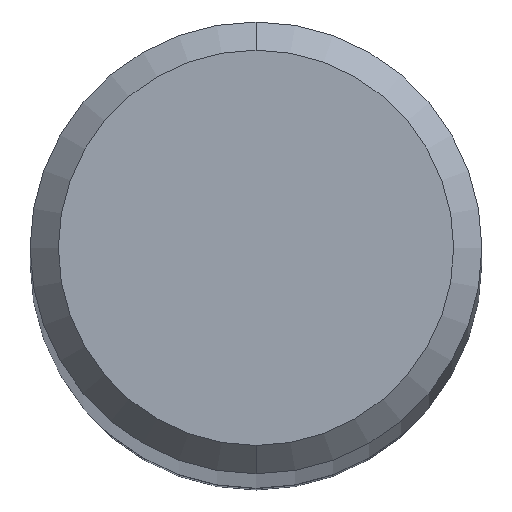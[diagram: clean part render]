
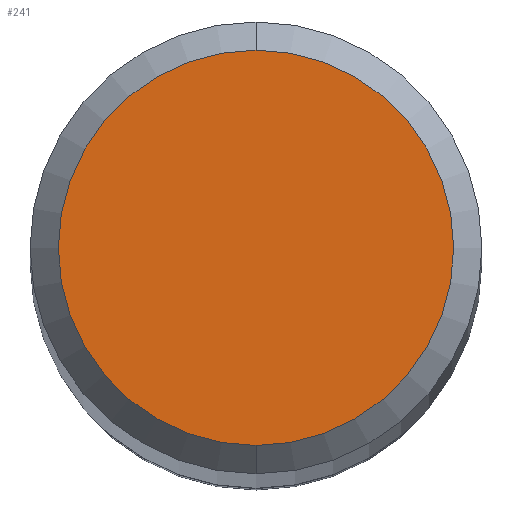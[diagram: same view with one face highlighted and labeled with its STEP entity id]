
A CAD part, top view. The second image highlights one B-rep face of the part: STEP entity #241.
In plain terms, the highlighted planar face has unit normal (0, 0, 1).
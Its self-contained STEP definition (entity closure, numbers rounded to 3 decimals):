
#241=ADVANCED_FACE('',(#484),#485,.T.);
#261=VERTEX_POINT('',#507);
#263=EDGE_CURVE('',#261,#315,#509,.T.);
#285=EDGE_CURVE('',#315,#261,#533,.T.);
#315=VERTEX_POINT('',#567);
#484=FACE_OUTER_BOUND('',#776,.T.);
#485=PLANE('',#777);
#507=CARTESIAN_POINT('',(0.,-2.8,0.0));
#509=CIRCLE('',#804,2.8);
#533=CIRCLE('',#835,2.8);
#567=CARTESIAN_POINT('',(0.0,2.8,0.0));
#776=EDGE_LOOP('',(#1077,#1078));
#777=AXIS2_PLACEMENT_3D('',#1079,#1080,#1081);
#804=AXIS2_PLACEMENT_3D('',#1103,#1104,#1105);
#835=AXIS2_PLACEMENT_3D('',#1130,#1131,#1132);
#1077=ORIENTED_EDGE('',*,*,#285,.F.);
#1078=ORIENTED_EDGE('',*,*,#263,.F.);
#1079=CARTESIAN_POINT('',(0.0,1.4,0.0));
#1080=DIRECTION('',(-0.0,0.0,1.0));
#1081=DIRECTION('',(0.0,-1.0,0.0));
#1103=CARTESIAN_POINT('',(0.0,0.0,0.0));
#1104=DIRECTION('',(0.0,0.0,-1.0));
#1105=DIRECTION('',(0.0,1.0,0.0));
#1130=CARTESIAN_POINT('',(0.0,0.0,0.0));
#1131=DIRECTION('',(0.0,0.0,-1.0));
#1132=DIRECTION('',(0.0,1.0,0.0));
